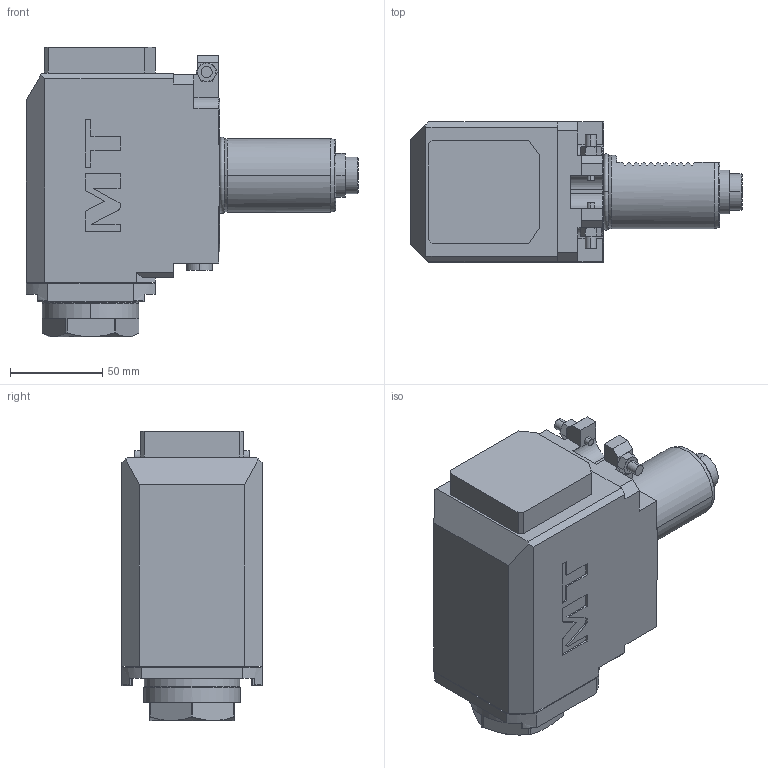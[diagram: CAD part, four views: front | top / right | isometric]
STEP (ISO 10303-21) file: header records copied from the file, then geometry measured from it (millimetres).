
FILE_DESCRIPTION((''),'2;1');
FILE_NAME('SAU0411240_CONF','2025-01-10T16:25:02',('fpalella'),('M.T. srl'),'CREO PARAMETRIC BY PTC INC, 2023352','CREO PARAMETRIC BY PTC INC, 2023352','');
FILE_SCHEMA(('CONFIG_CONTROL_DESIGN'));
Length unit declared in the file: millimetre
Products named in the file (1): SAU0411240_CONF
Bounding box: 180 x 76 x 157 mm (x, y, z)
Volume: 1049539.5 mm3; surface area: 88956.2 mm2
Topology: 2 solids, 2 shells, 317 faces, 818 edges, 528 vertices
Faces by surface type: plane 191, cylinder 74, cone 37, torus 11, extrusion 4
Entity records: 10798 total; most frequent: CARTESIAN_POINT 3129, ORIENTED_EDGE 1636, DIRECTION 1506, EDGE_CURVE 818, VERTEX_POINT 528, AXIS2_PLACEMENT_3D 513, VECTOR 480, LINE 476
